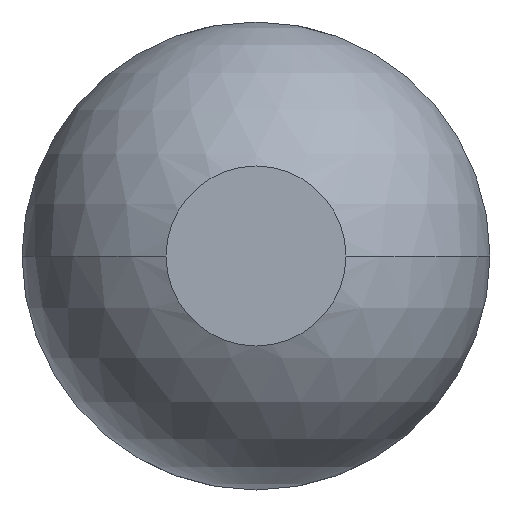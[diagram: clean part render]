
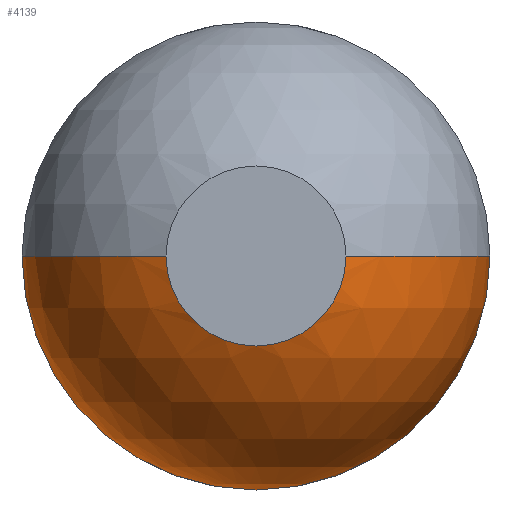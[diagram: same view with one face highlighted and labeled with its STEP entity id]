
A CAD part, front view. The second image highlights one B-rep face of the part: STEP entity #4139.
In plain terms, the highlighted spherical face has radius 0.39 mm.
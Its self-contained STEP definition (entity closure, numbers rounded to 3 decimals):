
#4 = VERTEX_POINT ( 'NONE', #199 ) ;
#49 = DIRECTION ( 'NONE',  ( 0., 1., 0. ) ) ;
#133 = AXIS2_PLACEMENT_3D ( 'NONE', #3513, #1453, #4194 ) ;
#147 = CARTESIAN_POINT ( 'NONE',  ( 0., -35.94, 0. ) ) ;
#172 = ORIENTED_EDGE ( 'NONE', *, *, #1352, .F. ) ;
#199 = CARTESIAN_POINT ( 'NONE',  ( -0.39, -35.94, 0. ) ) ;
#313 = DIRECTION ( 'NONE',  ( 0., -1., 0. ) ) ;
#343 = VERTEX_POINT ( 'NONE', #1793 ) ;
#377 = VERTEX_POINT ( 'NONE', #1836 ) ;
#381 = AXIS2_PLACEMENT_3D ( 'NONE', #4433, #313, #1736 ) ;
#420 = ORIENTED_EDGE ( 'NONE', *, *, #3751, .F. ) ;
#816 = EDGE_CURVE ( 'Defeature ausgef�hrt1_10+Defeature ausgef�hrt1_4+Defeature ausgef�hrt1_4+Defeature ausgef�hrt1_4', #3912, #377, #4374, .T. ) ;
#840 = AXIS2_PLACEMENT_3D ( 'NONE', #4202, #49, #3131 ) ;
#873 = EDGE_CURVE ( 'NONE', #3912, #4, #926, .T. ) ;
#903 = VERTEX_POINT ( 'NONE', #2179 ) ;
#926 = CIRCLE ( 'NONE', #968, 0.39 ) ;
#968 = AXIS2_PLACEMENT_3D ( 'NONE', #147, #1527, #3925 ) ;
#1076 = CIRCLE ( 'NONE', #840, 0.39 ) ;
#1210 = ORIENTED_EDGE ( 'NONE', *, *, #816, .F. ) ;
#1273 = DIRECTION ( 'NONE',  ( 0., 0., 1. ) ) ;
#1281 = AXIS2_PLACEMENT_3D ( 'NONE', #3283, #3954, #2610 ) ;
#1310 = DIRECTION ( 'NONE',  ( 1., 0., 0. ) ) ;
#1352 = EDGE_CURVE ( 'NONE', #343, #3140, #3456, .T. ) ;
#1453 = DIRECTION ( 'NONE',  ( 0., -1., 0. ) ) ;
#1462 = CARTESIAN_POINT ( 'NONE',  ( -0.15, -36.3, 0. ) ) ;
#1527 = DIRECTION ( 'NONE',  ( 0., 0., -1. ) ) ;
#1546 = AXIS2_PLACEMENT_3D ( 'NONE', #1631, #1617, #1273 ) ;
#1617 = DIRECTION ( 'NONE',  ( 0., 1., 0. ) ) ;
#1631 = CARTESIAN_POINT ( 'NONE',  ( 0., -35.94, 0. ) ) ;
#1736 = DIRECTION ( 'NONE',  ( 0., 0., -1. ) ) ;
#1793 = CARTESIAN_POINT ( 'NONE',  ( 0.15, -36.3, 0. ) ) ;
#1836 = CARTESIAN_POINT ( 'NONE',  ( 0., -36.3, -0.15 ) ) ;
#2130 = AXIS2_PLACEMENT_3D ( 'NONE', #3660, #4005, #1310 ) ;
#2179 = CARTESIAN_POINT ( 'NONE',  ( 0., -35.94, -0.39 ) ) ;
#2384 = ORIENTED_EDGE ( 'NONE', *, *, #873, .T. ) ;
#2524 = FACE_OUTER_BOUND ( 'NONE', #2622, .T. ) ;
#2610 = DIRECTION ( 'NONE',  ( 1., 0., 0. ) ) ;
#2622 = EDGE_LOOP ( 'NONE', ( #1210, #2384, #3137, #420, #172, #2731 ) ) ;
#2719 = EDGE_CURVE ( 'Defeature ausgef�hrt1_5+Defeature ausgef�hrt1_4+Defeature ausgef�hrt1_4+Defeature ausgef�hrt1_4', #903, #4, #1076, .T. ) ;
#2731 = ORIENTED_EDGE ( 'NONE', *, *, #3536, .F. ) ;
#3131 = DIRECTION ( 'NONE',  ( 0., 0., 1. ) ) ;
#3137 = ORIENTED_EDGE ( 'NONE', *, *, #2719, .F. ) ;
#3140 = VERTEX_POINT ( 'NONE', #3286 ) ;
#3283 = CARTESIAN_POINT ( 'NONE',  ( 0., -35.94, 0. ) ) ;
#3286 = CARTESIAN_POINT ( 'NONE',  ( 0.39, -35.94, 0. ) ) ;
#3456 = CIRCLE ( 'NONE', #1281, 0.39 ) ;
#3513 = CARTESIAN_POINT ( 'NONE',  ( 0., -36.3, 0. ) ) ;
#3536 = EDGE_CURVE ( 'Defeature ausgef�hrt1_10+Defeature ausgef�hrt1_4+Defeature ausgef�hrt1_4+Defeature ausgef�hrt1_4', #377, #343, #3612, .T. ) ;
#3612 = CIRCLE ( 'NONE', #381, 0.15 ) ;
#3660 = CARTESIAN_POINT ( 'NONE',  ( 0., -35.94, 0. ) ) ;
#3751 = EDGE_CURVE ( 'Defeature ausgef�hrt1_5+Defeature ausgef�hrt1_4+Defeature ausgef�hrt1_4+Defeature ausgef�hrt1_4', #3140, #903, #3816, .T. ) ;
#3816 = CIRCLE ( 'NONE', #1546, 0.39 ) ;
#3912 = VERTEX_POINT ( 'NONE', #1462 ) ;
#3925 = DIRECTION ( 'NONE',  ( -1., 0., 0. ) ) ;
#3927 = SPHERICAL_SURFACE ( 'NONE', #2130, 0.39 ) ;
#3954 = DIRECTION ( 'NONE',  ( 0., 0., 1. ) ) ;
#4005 = DIRECTION ( 'NONE',  ( 0., 0., -1. ) ) ;
#4139 = ADVANCED_FACE ( 'Defeature ausgef�hrt1_4', ( #2524 ), #3927, .T. ) ;
#4194 = DIRECTION ( 'NONE',  ( 0., 0., -1. ) ) ;
#4202 = CARTESIAN_POINT ( 'NONE',  ( 0., -35.94, 0. ) ) ;
#4374 = CIRCLE ( 'NONE', #133, 0.15 ) ;
#4433 = CARTESIAN_POINT ( 'NONE',  ( 0., -36.3, 0. ) ) ;
